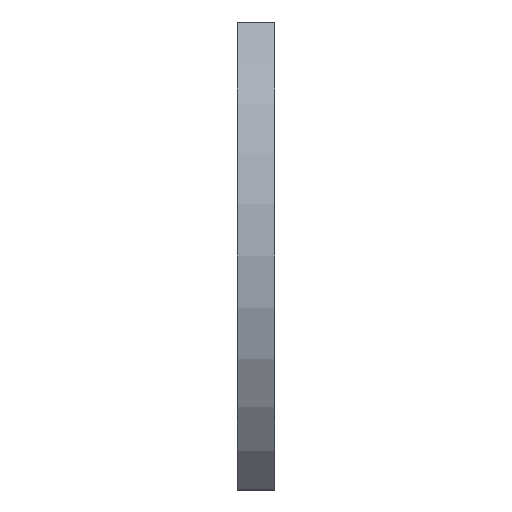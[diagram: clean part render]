
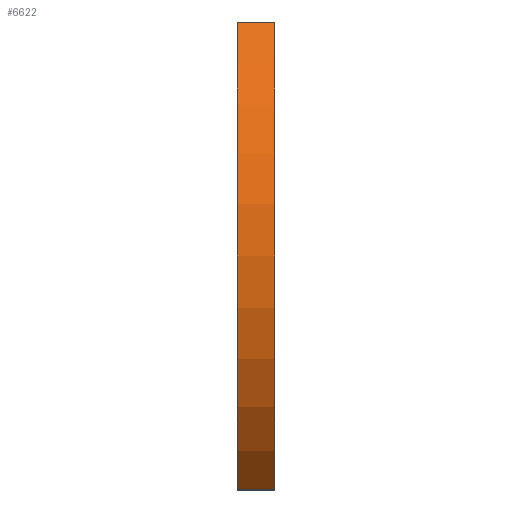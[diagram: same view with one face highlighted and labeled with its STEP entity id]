
A CAD part, left-side view. The second image highlights one B-rep face of the part: STEP entity #6622.
In plain terms, the highlighted cylindrical face has radius 68.889 mm (diameter 137.779 mm), a partial arc.
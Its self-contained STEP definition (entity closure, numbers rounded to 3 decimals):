
#287 = CARTESIAN_POINT ( 'NONE',  ( -6.11, 4., 0. ) ) ;
#696 = DIRECTION ( 'NONE',  ( 0., -1., 0. ) ) ;
#2705 = AXIS2_PLACEMENT_3D ( 'NONE', #287, #7551, #12595 ) ;
#2903 = EDGE_CURVE ( 'NONE', #10708, #10051, #3139, .T. ) ;
#3139 = LINE ( 'NONE', #7839, #6947 ) ;
#3257 = FACE_OUTER_BOUND ( 'NONE', #7682, .T. ) ;
#3512 = DIRECTION ( 'NONE',  ( 0., 0., -1. ) ) ;
#4241 = CARTESIAN_POINT ( 'NONE',  ( -53.5, 4., -50. ) ) ;
#4258 = CARTESIAN_POINT ( 'NONE',  ( -53.5, 4., 50. ) ) ;
#4740 = CARTESIAN_POINT ( 'NONE',  ( -53.5, -4., 50. ) ) ;
#5674 = DIRECTION ( 'NONE',  ( 0., -1., 0. ) ) ;
#6017 = ORIENTED_EDGE ( 'NONE', *, *, #8024, .F. ) ;
#6622 = ADVANCED_FACE ( 'NONE', ( #3257 ), #11533, .T. ) ;
#6947 = VECTOR ( 'NONE', #7895, 1000. ) ;
#7058 = CIRCLE ( 'NONE', #10735, 68.89 ) ;
#7330 = EDGE_CURVE ( 'NONE', #8361, #7888, #10279, .T. ) ;
#7521 = VECTOR ( 'NONE', #696, 1000. ) ;
#7551 = DIRECTION ( 'NONE',  ( 0., 1., 0. ) ) ;
#7682 = EDGE_LOOP ( 'NONE', ( #10597, #8765, #6017, #8399 ) ) ;
#7839 = CARTESIAN_POINT ( 'NONE',  ( -53.5, 4., 50. ) ) ;
#7888 = VERTEX_POINT ( 'NONE', #9294 ) ;
#7895 = DIRECTION ( 'NONE',  ( 0., -1., 0. ) ) ;
#8024 = EDGE_CURVE ( 'NONE', #8361, #10708, #12344, .T. ) ;
#8361 = VERTEX_POINT ( 'NONE', #4241 ) ;
#8399 = ORIENTED_EDGE ( 'NONE', *, *, #7330, .T. ) ;
#8506 = AXIS2_PLACEMENT_3D ( 'NONE', #9740, #5674, #3512 ) ;
#8765 = ORIENTED_EDGE ( 'NONE', *, *, #2903, .F. ) ;
#8900 = CARTESIAN_POINT ( 'NONE',  ( -53.5, 4., -50. ) ) ;
#9107 = EDGE_CURVE ( 'NONE', #7888, #10051, #7058, .T. ) ;
#9294 = CARTESIAN_POINT ( 'NONE',  ( -53.5, -4., -50. ) ) ;
#9740 = CARTESIAN_POINT ( 'NONE',  ( -6.11, 4., 0. ) ) ;
#10051 = VERTEX_POINT ( 'NONE', #4740 ) ;
#10279 = LINE ( 'NONE', #8900, #7521 ) ;
#10597 = ORIENTED_EDGE ( 'NONE', *, *, #9107, .T. ) ;
#10708 = VERTEX_POINT ( 'NONE', #4258 ) ;
#10735 = AXIS2_PLACEMENT_3D ( 'NONE', #12968, #11982, #10942 ) ;
#10942 = DIRECTION ( 'NONE',  ( 0., 0., 1. ) ) ;
#11533 = CYLINDRICAL_SURFACE ( 'NONE', #8506, 68.89 ) ;
#11982 = DIRECTION ( 'NONE',  ( 0., 1., 0. ) ) ;
#12344 = CIRCLE ( 'NONE', #2705, 68.89 ) ;
#12595 = DIRECTION ( 'NONE',  ( 0., 0., 1. ) ) ;
#12968 = CARTESIAN_POINT ( 'NONE',  ( -6.11, -4., 0. ) ) ;
